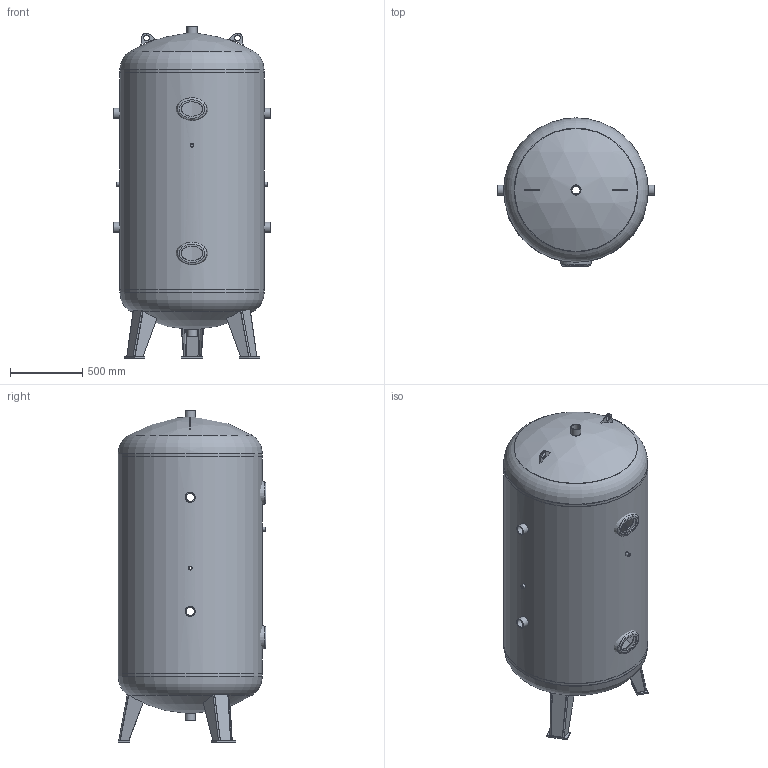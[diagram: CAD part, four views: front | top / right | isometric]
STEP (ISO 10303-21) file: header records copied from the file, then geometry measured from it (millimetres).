
FILE_DESCRIPTION(/* description */ (''),/* implementation_level */ '2;1');
FILE_NAME(/* name */ 'MB 020103-2.1500V.stp',/* time_stamp */ '2022-12-12T11:54:59+01:00',/* author */ ('m.ebener'),/* organization */ (''),/* preprocessor_version */ 'ST-DEVELOPER v16.1',/* originating_system */ 'Autodesk Inventor 2016',/* authorisation */ '');
FILE_SCHEMA (('AUTOMOTIVE_DESIGN { 1 0 10303 214 3 1 1 }'));
Length unit declared in the file: millimetre
Products named in the file (11): Boden unten; Fußplatte; Fuß neu; Gesamtfuß; Standardmuffe - G 2; Mantel; Handloch_100x150x8,5; Standardmuffe - G 1_2; Boden oben; Tragöse 110mm - Korbbogenboden; MB 020103-2.1500V
Assembly tree (20 placements, depth 3):
  MB 020103-2.1500V
    Boden unten
    Gesamtfuß  x3
      Fußplatte
      Fuß neu
    Standardmuffe - G 2  x6
    Mantel
    Handloch_100x150x8,5  x2
    Standardmuffe - G 1_2  x3
    Boden oben
    Tragöse 110mm - Korbbogenboden
Bounding box: 1089.52 x 1025 x 2300.23 mm (x, y, z)
Volume: 37242037.8 mm3; surface area: 14919359.5 mm2
Topology: 22 solids, 22 shells, 162 faces, 371 edges, 249 vertices
Faces by surface type: plane 81, cylinder 54, sphere 10, bspline 10, torus 7
Full cylindrical faces by diameter (mm): 18.631 x3, 23 x3, 26.9 x6, 40 x2, 56.656 x6, 70 x12, 990 x3, 1000 x3
Entity records: 4320 total; most frequent: CARTESIAN_POINT 2343, DIRECTION 374, ORIENTED_EDGE 294, AXIS2_PLACEMENT_3D 163, EDGE_CURVE 147, EDGE_LOOP 146, VERTEX_POINT 115, FACE_OUTER_BOUND 81
